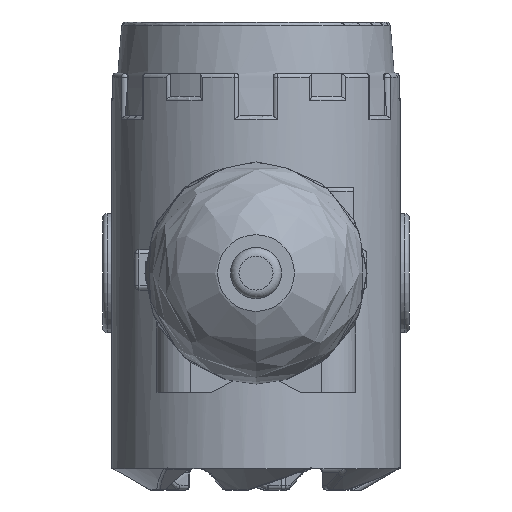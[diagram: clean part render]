
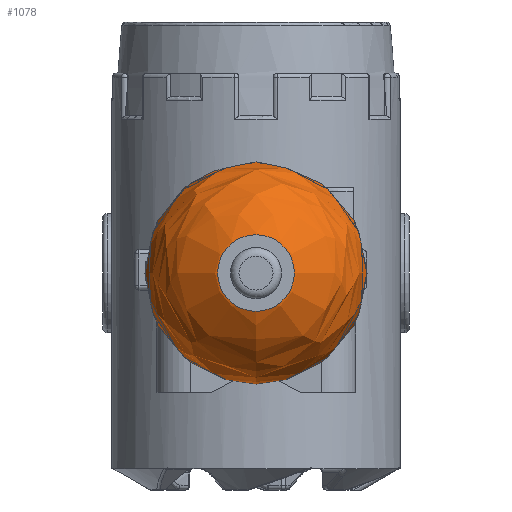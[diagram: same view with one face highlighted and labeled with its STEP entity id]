
A CAD part, front view. The second image highlights one B-rep face of the part: STEP entity #1078.
In plain terms, the highlighted free-form (B-spline) face has degree [3, 3] with [7, 7] control points.
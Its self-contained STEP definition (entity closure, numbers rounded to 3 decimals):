
#173=(
BOUNDED_SURFACE()
B_SPLINE_SURFACE(3,3,((#14451,#14452,#14453,#14454,#14455,#14456,#14457),
(#14458,#14459,#14460,#14461,#14462,#14463,#14464),(#14465,#14466,#14467,
#14468,#14469,#14470,#14471),(#14472,#14473,#14474,#14475,#14476,#14477,
#14478),(#14479,#14480,#14481,#14482,#14483,#14484,#14485),(#14486,#14487,
#14488,#14489,#14490,#14491,#14492),(#14493,#14494,#14495,#14496,#14497,
#14498,#14499)),.UNSPECIFIED.,.F.,.T.,.F.)
B_SPLINE_SURFACE_WITH_KNOTS((4,3,4),(1,3,3,3,1),(0.,0.5,1.),(-0.5,0.,0.5,
1.,1.5),.UNSPECIFIED.)
GEOMETRIC_REPRESENTATION_ITEM()
RATIONAL_B_SPLINE_SURFACE(((1.,0.333,0.333,1.,0.333,
0.333,1.),(0.804,0.268,0.268,
0.804,0.268,0.268,0.804),
(0.804,0.268,0.268,0.804,
0.268,0.268,0.804),(1.,0.333,
0.333,1.,0.333,0.333,1.),(0.804,
0.268,0.268,0.804,0.268,
0.268,0.804),(0.804,0.268,
0.268,0.804,0.268,0.268,
0.804),(1.,0.333,0.333,1.,0.333,
0.333,1.)))
REPRESENTATION_ITEM('')
SURFACE()
);
#264=VERTEX_LOOP('',#5048);
#358=FACE_BOUND('',#264,.T.);
#1078=ADVANCED_FACE('',(#358),#173,.T.);
#5048=VERTEX_POINT('',#14450);
#14450=CARTESIAN_POINT('',(0.,-268.,24.864));
#14451=CARTESIAN_POINT('',(0.,-294.,51.));
#14452=CARTESIAN_POINT('',(0.,-294.,51.));
#14453=CARTESIAN_POINT('',(0.,-294.,51.));
#14454=CARTESIAN_POINT('',(0.,-294.,51.));
#14455=CARTESIAN_POINT('',(0.,-294.,51.));
#14456=CARTESIAN_POINT('',(0.,-294.,51.));
#14457=CARTESIAN_POINT('',(0.,-294.,51.));
#14458=CARTESIAN_POINT('',(0.,-294.079,35.707));
#14459=CARTESIAN_POINT('',(30.587,-294.079,35.707));
#14460=CARTESIAN_POINT('',(30.587,-294.079,66.293));
#14461=CARTESIAN_POINT('',(0.,-294.079,66.293));
#14462=CARTESIAN_POINT('',(-30.587,-294.079,66.293));
#14463=CARTESIAN_POINT('',(-30.587,-294.079,35.707));
#14464=CARTESIAN_POINT('',(0.,-294.079,35.707));
#14465=CARTESIAN_POINT('',(0.,-283.294,24.864));
#14466=CARTESIAN_POINT('',(52.271,-283.294,24.864));
#14467=CARTESIAN_POINT('',(52.271,-283.294,77.136));
#14468=CARTESIAN_POINT('',(0.,-283.294,77.136));
#14469=CARTESIAN_POINT('',(-52.271,-283.294,77.136));
#14470=CARTESIAN_POINT('',(-52.271,-283.294,24.864));
#14471=CARTESIAN_POINT('',(0.,-283.294,24.864));
#14472=CARTESIAN_POINT('',(0.,-268.,24.864));
#14473=CARTESIAN_POINT('',(52.271,-268.,24.864));
#14474=CARTESIAN_POINT('',(52.271,-268.,77.136));
#14475=CARTESIAN_POINT('',(0.,-268.,77.136));
#14476=CARTESIAN_POINT('',(-52.271,-268.,77.136));
#14477=CARTESIAN_POINT('',(-52.271,-268.,24.864));
#14478=CARTESIAN_POINT('',(0.,-268.,24.864));
#14479=CARTESIAN_POINT('',(0.,-252.706,24.864));
#14480=CARTESIAN_POINT('',(52.271,-252.706,24.864));
#14481=CARTESIAN_POINT('',(52.271,-252.706,77.136));
#14482=CARTESIAN_POINT('',(0.,-252.706,77.136));
#14483=CARTESIAN_POINT('',(-52.271,-252.706,77.136));
#14484=CARTESIAN_POINT('',(-52.271,-252.706,24.864));
#14485=CARTESIAN_POINT('',(0.,-252.706,24.864));
#14486=CARTESIAN_POINT('',(0.,-241.921,35.707));
#14487=CARTESIAN_POINT('',(30.587,-241.921,35.707));
#14488=CARTESIAN_POINT('',(30.587,-241.921,66.293));
#14489=CARTESIAN_POINT('',(0.,-241.921,66.293));
#14490=CARTESIAN_POINT('',(-30.587,-241.921,66.293));
#14491=CARTESIAN_POINT('',(-30.587,-241.921,35.707));
#14492=CARTESIAN_POINT('',(0.,-241.921,35.707));
#14493=CARTESIAN_POINT('',(0.,-242.,51.));
#14494=CARTESIAN_POINT('',(0.,-242.,51.));
#14495=CARTESIAN_POINT('',(0.,-242.,51.));
#14496=CARTESIAN_POINT('',(0.,-242.,51.));
#14497=CARTESIAN_POINT('',(0.,-242.,51.));
#14498=CARTESIAN_POINT('',(0.,-242.,51.));
#14499=CARTESIAN_POINT('',(0.,-242.,51.));
